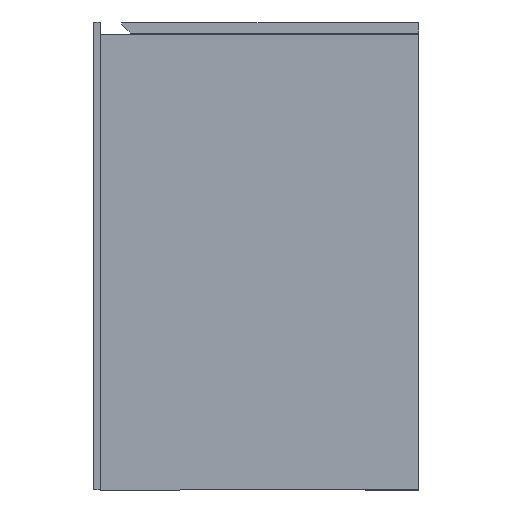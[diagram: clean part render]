
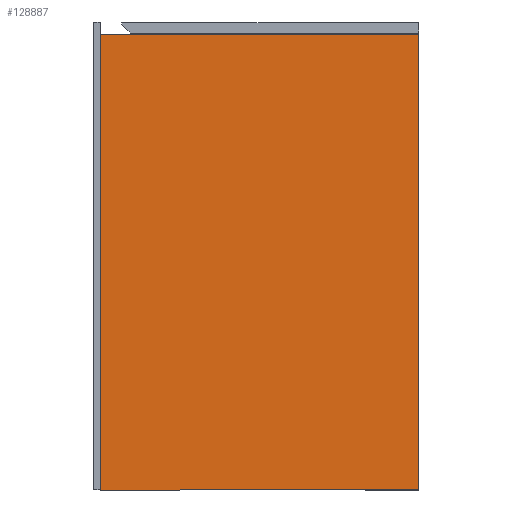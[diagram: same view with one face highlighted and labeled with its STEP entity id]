
A CAD part, left-side view. The second image highlights one B-rep face of the part: STEP entity #128887.
In plain terms, the highlighted planar face has unit normal (-1, 0, 0).
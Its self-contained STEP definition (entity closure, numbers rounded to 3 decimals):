
#346 = VECTOR ( 'NONE', #111440, 1000. ) ;
#2298 = VERTEX_POINT ( 'NONE', #137001 ) ;
#4638 = LINE ( 'NONE', #48045, #346 ) ;
#5026 = CARTESIAN_POINT ( 'NONE',  ( 2., 0., -550. ) ) ;
#7653 = PLANE ( 'NONE',  #81917 ) ;
#8716 = CARTESIAN_POINT ( 'NONE',  ( 2., 374., -550. ) ) ;
#15705 = DIRECTION ( 'NONE',  ( 0., 0., 1. ) ) ;
#29693 = FACE_OUTER_BOUND ( 'NONE', #133984, .T. ) ;
#32809 = VERTEX_POINT ( 'NONE', #43049 ) ;
#34994 = LINE ( 'NONE', #121879, #85105 ) ;
#39097 = VECTOR ( 'NONE', #15705, 1000. ) ;
#42227 = VERTEX_POINT ( 'NONE', #8716 ) ;
#43049 = CARTESIAN_POINT ( 'NONE',  ( 2., 374., -15. ) ) ;
#43421 = ORIENTED_EDGE ( 'NONE', *, *, #81779, .F. ) ;
#46665 = EDGE_CURVE ( 'NONE', #111617, #2298, #100453, .T. ) ;
#48045 = CARTESIAN_POINT ( 'NONE',  ( 2., 374., -550. ) ) ;
#48365 = VECTOR ( 'NONE', #105450, 1000. ) ;
#56377 = DIRECTION ( 'NONE',  ( 0., -1., 0. ) ) ;
#62110 = ORIENTED_EDGE ( 'NONE', *, *, #72908, .T. ) ;
#72437 = DIRECTION ( 'NONE',  ( 0., 0., -1. ) ) ;
#72908 = EDGE_CURVE ( 'NONE', #42227, #111617, #83369, .T. ) ;
#80287 = ORIENTED_EDGE ( 'NONE', *, *, #116692, .F. ) ;
#81779 = EDGE_CURVE ( 'NONE', #32809, #2298, #34994, .T. ) ;
#81917 = AXIS2_PLACEMENT_3D ( 'NONE', #125117, #83828, #72437 ) ;
#83369 = LINE ( 'NONE', #104739, #48365 ) ;
#83828 = DIRECTION ( 'NONE',  ( 1., 0., 0. ) ) ;
#85105 = VECTOR ( 'NONE', #56377, 1000. ) ;
#100453 = LINE ( 'NONE', #5026, #39097 ) ;
#104739 = CARTESIAN_POINT ( 'NONE',  ( 2., 909.337, -550. ) ) ;
#105450 = DIRECTION ( 'NONE',  ( 0., -1., 0. ) ) ;
#111440 = DIRECTION ( 'NONE',  ( 0., 0., 1. ) ) ;
#111617 = VERTEX_POINT ( 'NONE', #128872 ) ;
#116692 = EDGE_CURVE ( 'NONE', #42227, #32809, #4638, .T. ) ;
#121879 = CARTESIAN_POINT ( 'NONE',  ( 2., 909.337, -15. ) ) ;
#125117 = CARTESIAN_POINT ( 'NONE',  ( 2., 909.337, -550. ) ) ;
#128872 = CARTESIAN_POINT ( 'NONE',  ( 2., 0., -550. ) ) ;
#128887 = ADVANCED_FACE ( 'NONE', ( #29693 ), #7653, .F. ) ;
#133984 = EDGE_LOOP ( 'NONE', ( #80287, #62110, #136977, #43421 ) ) ;
#136977 = ORIENTED_EDGE ( 'NONE', *, *, #46665, .T. ) ;
#137001 = CARTESIAN_POINT ( 'NONE',  ( 2., 0., -15. ) ) ;
